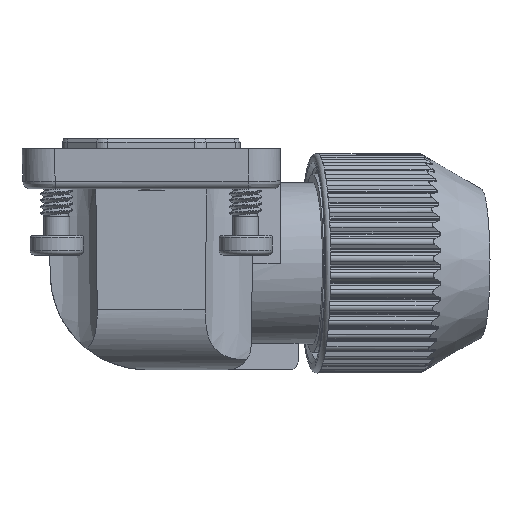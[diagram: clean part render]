
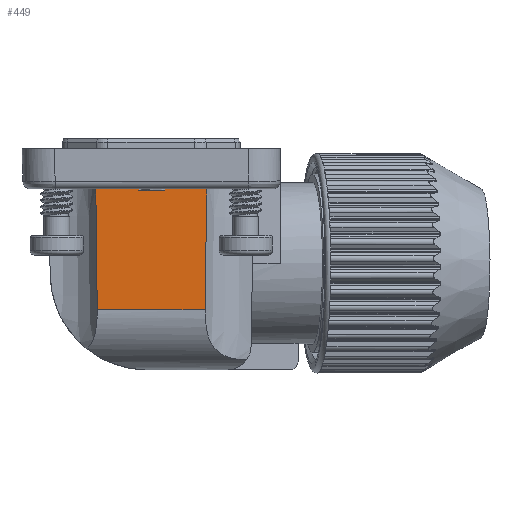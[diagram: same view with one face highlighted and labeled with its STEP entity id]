
A CAD part, left-side view. The second image highlights one B-rep face of the part: STEP entity #449.
In plain terms, the highlighted planar face has unit normal (-1, 0, -0.018).
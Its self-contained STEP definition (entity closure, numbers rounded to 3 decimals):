
#370=CARTESIAN_POINT('',(-9.1,3.43,3.2));
#371=VERTEX_POINT('',#370);
#397=CARTESIAN_POINT('',(-8.97,3.342,-4.266));
#398=VERTEX_POINT('',#397);
#410=CARTESIAN_POINT('',(-8.97,3.342,-4.266));
#411=CARTESIAN_POINT('',(-9.036,3.386,-0.467));
#412=CARTESIAN_POINT('',(-9.1,3.43,3.2));
#413=B_SPLINE_CURVE_WITH_KNOTS('',2,(#410,#411,#412),.PARABOLIC_ARC.,.F.,.U.,(3,3),(0.,0.672),.UNSPECIFIED.);
#414=EDGE_CURVE('',#398,#371,#413,.T.);
#419=CARTESIAN_POINT('',(-9.002,0.,-2.399));
#420=DIRECTION('',(0.,1.,0.));
#421=DIRECTION('',(-1.,0.,-0.017));
#422=AXIS2_PLACEMENT_3D('',#419,#421,#420);
#423=PLANE('',#422);
#424=CARTESIAN_POINT('',(-9.1,-3.43,3.2));
#425=VERTEX_POINT('',#424);
#426=CARTESIAN_POINT('',(-9.1,-3.43,3.2));
#427=DIRECTION('',(0.,1.,0.));
#428=VECTOR('',#427,6.86);
#429=LINE('',#426,#428);
#430=EDGE_CURVE('',#425,#371,#429,.T.);
#431=ORIENTED_EDGE('',*,*,#430,.T.);
#432=ORIENTED_EDGE('',*,*,#414,.F.);
#433=CARTESIAN_POINT('',(-8.97,-3.342,-4.266));
#434=VERTEX_POINT('',#433);
#435=CARTESIAN_POINT('',(-8.97,3.342,-4.266));
#436=DIRECTION('',(0.,-1.,0.));
#437=VECTOR('',#436,6.685);
#438=LINE('',#435,#437);
#439=EDGE_CURVE('',#398,#434,#438,.T.);
#440=ORIENTED_EDGE('',*,*,#439,.T.);
#441=CARTESIAN_POINT('',(-8.97,-3.342,-4.266));
#442=CARTESIAN_POINT('',(-9.036,-3.386,-0.467));
#443=CARTESIAN_POINT('',(-9.1,-3.43,3.2));
#444=B_SPLINE_CURVE_WITH_KNOTS('',2,(#441,#442,#443),.PARABOLIC_ARC.,.F.,.U.,(3,3),(0.,0.672),.UNSPECIFIED.);
#445=EDGE_CURVE('',#434,#425,#444,.T.);
#446=ORIENTED_EDGE('',*,*,#445,.T.);
#447=EDGE_LOOP('',(#431,#432,#440,#446));
#448=FACE_OUTER_BOUND('',#447,.T.);
#449=ADVANCED_FACE('',(#448),#423,.T.);
